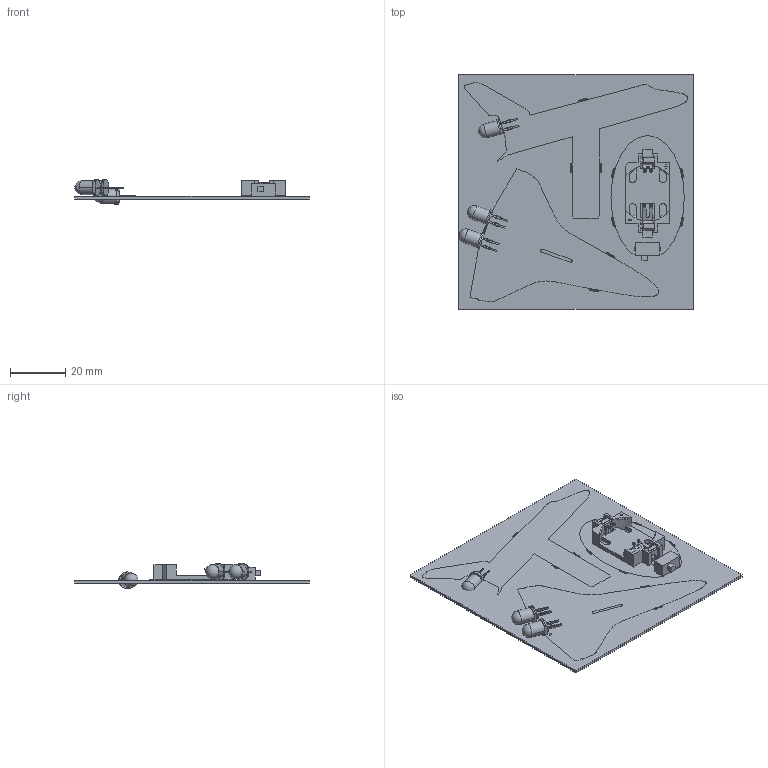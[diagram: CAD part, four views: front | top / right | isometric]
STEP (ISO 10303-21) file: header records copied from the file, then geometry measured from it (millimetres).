
FILE_DESCRIPTION(('Open CASCADE Model'),'2;1');
FILE_NAME('Open CASCADE Shape Model','2024-03-01T15:11:56',('Author'),( 'Open CASCADE'),'Open CASCADE STEP processor 7.5','Open CASCADE 7.5' ,'Unknown');
FILE_SCHEMA(('AUTOMOTIVE_DESIGN { 1 0 10303 214 1 1 1 1 }'));
Length unit declared in the file: millimetre
Products named in the file (57): PCB; Board; Open CASCADE STEP translator 7.5 4.1.1; Embedded Board Array 
"STS_WINGS.01.PcbDoc" (75.9mm,24.2mm) on Outline; STS_WINGS.01.PcbDoc.step; Open CASCADE STEP translator 7.5 1.1.1; D1; LED_5mm_RD; SW3dPS-LEDd5R_Open CASCADE STEP translator 6.2 836.1; SW3dPS-LEDd5R_352699216; SW3dPS-LEDd5R_Extruded3; SW3dPS-LEDd5R_352705488; SW3dPS-LEDd5R_Extruded; SW3dPS-LEDd5R_352479760; SW3dPS-LEDd5R_Cylinder; SW3dPS-LEDd5R_352715600; SW3dPS-LEDd5R_Extruded4; SW3dPS-LEDd5R_352477856; SW3dPS-LEDd5R_Sphere; SW3dPS-LEDd5R_352707536; SW3dPS-LEDd5R_Extruded2; SW3dPS-LEDd5R_352699728; SW3dPS-LEDd5R_Extruded1; D2; Embedded Board Array 
"STS_BODY.01.PcbDoc" (-2.842mm,28mm) on Outline; STS_BODY.01.PcbDoc.step; Open CASCADE STEP translator 7.5 2.1.1; D3; Embedded Board Array 
"STS_BASE.01.PcbDoc" (50.15mm,14.5mm) on Outline; STS_BASE.01.PcbDoc.step; Open CASCADE STEP translator 7.5 3.1.1; SW1; 9025612960; Extruded; 9025604560; BAT1; keystone-PN1060
Assembly tree (58 placements, depth 7):
  PCB
    Board
      Open CASCADE STEP translator 7.5 4.1.1
  Embedded Board Array 
"STS_WINGS.01.PcbDoc" (75.9mm,24.2mm) on Outline
    STS_WINGS.01.PcbDoc.step
      Board
        Open CASCADE STEP translator 7.5 1.1.1
      D1
        LED_5mm_RD
          SW3dPS-LEDd5R_Open CASCADE STEP translator 6.2 836.1
            SW3dPS-LEDd5R_352699216
              SW3dPS-LEDd5R_Extruded3
            SW3dPS-LEDd5R_352705488  x2
              SW3dPS-LEDd5R_Extruded
            SW3dPS-LEDd5R_352479760
              SW3dPS-LEDd5R_Cylinder
            SW3dPS-LEDd5R_352715600
              SW3dPS-LEDd5R_Extruded4
            SW3dPS-LEDd5R_352477856
              SW3dPS-LEDd5R_Sphere
            SW3dPS-LEDd5R_352707536  x2
              SW3dPS-LEDd5R_Extruded2
            SW3dPS-LEDd5R_352699728
              SW3dPS-LEDd5R_Extruded1
      D2
        LED_5mm_RD
          SW3dPS-LEDd5R_Open CASCADE STEP translator 6.2 836.1
            SW3dPS-LEDd5R_352699216
              SW3dPS-LEDd5R_Extruded3
            SW3dPS-LEDd5R_352705488  x2
              SW3dPS-LEDd5R_Extruded
            SW3dPS-LEDd5R_352479760
              SW3dPS-LEDd5R_Cylinder
            SW3dPS-LEDd5R_352715600
              SW3dPS-LEDd5R_Extruded4
            SW3dPS-LEDd5R_352477856
              SW3dPS-LEDd5R_Sphere
            SW3dPS-LEDd5R_352707536  x2
              SW3dPS-LEDd5R_Extruded2
            SW3dPS-LEDd5R_352699728
              SW3dPS-LEDd5R_Extruded1
  Embedded Board Array 
"STS_BODY.01.PcbDoc" (-2.842mm,28mm) on Outline
    STS_BODY.01.PcbDoc.step
      Board
        Open CASCADE STEP translator 7.5 2.1.1
      D3
        LED_5mm_RD
          SW3dPS-LEDd5R_Open CASCADE STEP translator 6.2 836.1
            SW3dPS-LEDd5R_352699216
              SW3dPS-LEDd5R_Extruded3
            SW3dPS-LEDd5R_352705488  x2
              SW3dPS-LEDd5R_Extruded
            SW3dPS-LEDd5R_352479760
              SW3dPS-LEDd5R_Cylinder
            SW3dPS-LEDd5R_352715600
              SW3dPS-LEDd5R_Extruded4
            SW3dPS-LEDd5R_352477856
              SW3dPS-LEDd5R_Sphere
            SW3dPS-LEDd5R_352707536  x2
              SW3dPS-LEDd5R_Extruded2
Bounding box: 85 x 85 x 9.12 mm (x, y, z)
Volume: 12312.4 mm3; surface area: 25625.2 mm2
Topology: 36 solids, 36 shells, 972 faces, 2604 edges, 1698 vertices
Faces by surface type: plane 779, cylinder 147, sphere 22, torus 8, revolution 8, cone 4, bspline 4
Full cylindrical faces by diameter (mm): 0.5 x50, 0.7 x3, 0.9 x6
Entity records: 31062 total; most frequent: CARTESIAN_POINT 4995, ORIENTED_EDGE 4706, DIRECTION 4573, EDGE_CURVE 2353, LINE 1933, VECTOR 1933, VERTEX_POINT 1538, AXIS2_PLACEMENT_3D 1316
